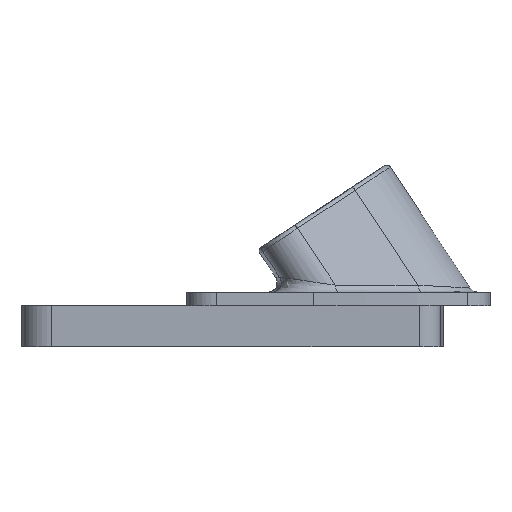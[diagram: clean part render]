
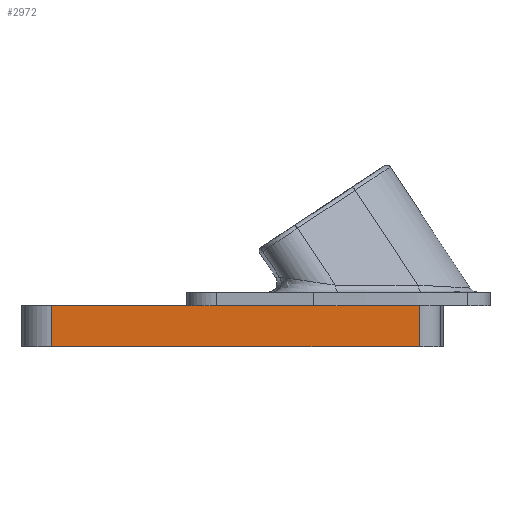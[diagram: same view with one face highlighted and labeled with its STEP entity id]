
A CAD part, left-side view. The second image highlights one B-rep face of the part: STEP entity #2972.
In plain terms, the highlighted planar face has unit normal (-1, 0, 0).
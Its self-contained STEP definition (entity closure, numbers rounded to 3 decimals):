
#1053 = PLANE('',#1054);
#1054 = AXIS2_PLACEMENT_3D('',#1055,#1056,#1057);
#1055 = CARTESIAN_POINT('',(0.,0.,-1.6));
#1056 = DIRECTION('',(0.,0.,1.));
#1057 = DIRECTION('',(1.,0.,0.));
#1516 = VERTEX_POINT('',#1517);
#1517 = CARTESIAN_POINT('',(-72.8,18.4,-1.6));
#1531 = PLANE('',#1532);
#1532 = AXIS2_PLACEMENT_3D('',#1533,#1534,#1535);
#1533 = CARTESIAN_POINT('',(0.,12.8,-1.6));
#1534 = DIRECTION('',(0.,0.,-1.));
#1535 = DIRECTION('',(-1.,0.,0.));
#2065 = EDGE_CURVE('',#1516,#2066,#2068,.T.);
#2066 = VERTEX_POINT('',#2067);
#2067 = CARTESIAN_POINT('',(-72.8,-9.8,-1.6));
#2068 = SURFACE_CURVE('',#2069,(#2073,#2080),.PCURVE_S1.);
#2069 = LINE('',#2070,#2071);
#2070 = CARTESIAN_POINT('',(-72.8,-4.9,-1.6));
#2071 = VECTOR('',#2072,1.);
#2072 = DIRECTION('',(0.,-1.,0.));
#2073 = PCURVE('',#1053,#2074);
#2074 = DEFINITIONAL_REPRESENTATION('',(#2075),#2079);
#2075 = LINE('',#2076,#2077);
#2076 = CARTESIAN_POINT('',(-72.8,-4.9));
#2077 = VECTOR('',#2078,1.);
#2078 = DIRECTION('',(0.,-1.));
#2079 = ( GEOMETRIC_REPRESENTATION_CONTEXT(2) 
PARAMETRIC_REPRESENTATION_CONTEXT() REPRESENTATION_CONTEXT('2D SPACE',''
  ) );
#2080 = PCURVE('',#2081,#2086);
#2081 = PLANE('',#2082);
#2082 = AXIS2_PLACEMENT_3D('',#2083,#2084,#2085);
#2083 = CARTESIAN_POINT('',(-72.8,-9.8,-1.6));
#2084 = DIRECTION('',(-1.,0.,0.));
#2085 = DIRECTION('',(0.,1.,0.));
#2086 = DEFINITIONAL_REPRESENTATION('',(#2087),#2091);
#2087 = LINE('',#2088,#2089);
#2088 = CARTESIAN_POINT('',(4.9,0.));
#2089 = VECTOR('',#2090,1.);
#2090 = DIRECTION('',(-1.,0.));
#2091 = ( GEOMETRIC_REPRESENTATION_CONTEXT(2) 
PARAMETRIC_REPRESENTATION_CONTEXT() REPRESENTATION_CONTEXT('2D SPACE',''
  ) );
#2110 = CYLINDRICAL_SURFACE('',#2111,2.6);
#2111 = AXIS2_PLACEMENT_3D('',#2112,#2113,#2114);
#2112 = CARTESIAN_POINT('',(-70.2,-9.8,-1.6));
#2113 = DIRECTION('',(0.,0.,-1.));
#2114 = DIRECTION('',(0.,-1.,0.));
#2636 = VERTEX_POINT('',#2637);
#2637 = CARTESIAN_POINT('',(-72.8,34.8,-1.6));
#2652 = CYLINDRICAL_SURFACE('',#2653,3.6);
#2653 = AXIS2_PLACEMENT_3D('',#2654,#2655,#2656);
#2654 = CARTESIAN_POINT('',(-69.2,34.8,-1.6));
#2655 = DIRECTION('',(0.,0.,-1.));
#2656 = DIRECTION('',(-1.,0.,0.));
#2664 = EDGE_CURVE('',#1516,#2636,#2665,.T.);
#2665 = SURFACE_CURVE('',#2666,(#2670,#2677),.PCURVE_S1.);
#2666 = LINE('',#2667,#2668);
#2667 = CARTESIAN_POINT('',(-72.8,-9.8,-1.6));
#2668 = VECTOR('',#2669,1.);
#2669 = DIRECTION('',(0.,1.,0.));
#2670 = PCURVE('',#1531,#2671);
#2671 = DEFINITIONAL_REPRESENTATION('',(#2672),#2676);
#2672 = LINE('',#2673,#2674);
#2673 = CARTESIAN_POINT('',(72.8,-22.6));
#2674 = VECTOR('',#2675,1.);
#2675 = DIRECTION('',(0.,1.));
#2676 = ( GEOMETRIC_REPRESENTATION_CONTEXT(2) 
PARAMETRIC_REPRESENTATION_CONTEXT() REPRESENTATION_CONTEXT('2D SPACE',''
  ) );
#2677 = PCURVE('',#2081,#2678);
#2678 = DEFINITIONAL_REPRESENTATION('',(#2679),#2683);
#2679 = LINE('',#2680,#2681);
#2680 = CARTESIAN_POINT('',(0.,0.));
#2681 = VECTOR('',#2682,1.);
#2682 = DIRECTION('',(1.,0.));
#2683 = ( GEOMETRIC_REPRESENTATION_CONTEXT(2) 
PARAMETRIC_REPRESENTATION_CONTEXT() REPRESENTATION_CONTEXT('2D SPACE',''
  ) );
#2972 = ADVANCED_FACE('',(#2973),#2081,.T.);
#2973 = FACE_BOUND('',#2974,.T.);
#2974 = EDGE_LOOP('',(#2975,#2976,#2977,#3000,#3028));
#2975 = ORIENTED_EDGE('',*,*,#2065,.F.);
#2976 = ORIENTED_EDGE('',*,*,#2664,.T.);
#2977 = ORIENTED_EDGE('',*,*,#2978,.T.);
#2978 = EDGE_CURVE('',#2636,#2979,#2981,.T.);
#2979 = VERTEX_POINT('',#2980);
#2980 = CARTESIAN_POINT('',(-72.8,34.8,-6.6));
#2981 = SURFACE_CURVE('',#2982,(#2986,#2993),.PCURVE_S1.);
#2982 = LINE('',#2983,#2984);
#2983 = CARTESIAN_POINT('',(-72.8,34.8,-1.6));
#2984 = VECTOR('',#2985,1.);
#2985 = DIRECTION('',(0.,0.,-1.));
#2986 = PCURVE('',#2081,#2987);
#2987 = DEFINITIONAL_REPRESENTATION('',(#2988),#2992);
#2988 = LINE('',#2989,#2990);
#2989 = CARTESIAN_POINT('',(44.6,0.));
#2990 = VECTOR('',#2991,1.);
#2991 = DIRECTION('',(0.,1.));
#2992 = ( GEOMETRIC_REPRESENTATION_CONTEXT(2) 
PARAMETRIC_REPRESENTATION_CONTEXT() REPRESENTATION_CONTEXT('2D SPACE',''
  ) );
#2993 = PCURVE('',#2652,#2994);
#2994 = DEFINITIONAL_REPRESENTATION('',(#2995),#2999);
#2995 = LINE('',#2996,#2997);
#2996 = CARTESIAN_POINT('',(0.,0.));
#2997 = VECTOR('',#2998,1.);
#2998 = DIRECTION('',(0.,1.));
#2999 = ( GEOMETRIC_REPRESENTATION_CONTEXT(2) 
PARAMETRIC_REPRESENTATION_CONTEXT() REPRESENTATION_CONTEXT('2D SPACE',''
  ) );
#3000 = ORIENTED_EDGE('',*,*,#3001,.F.);
#3001 = EDGE_CURVE('',#3002,#2979,#3004,.T.);
#3002 = VERTEX_POINT('',#3003);
#3003 = CARTESIAN_POINT('',(-72.8,-9.8,-6.6));
#3004 = SURFACE_CURVE('',#3005,(#3009,#3016),.PCURVE_S1.);
#3005 = LINE('',#3006,#3007);
#3006 = CARTESIAN_POINT('',(-72.8,-9.8,-6.6));
#3007 = VECTOR('',#3008,1.);
#3008 = DIRECTION('',(0.,1.,0.));
#3009 = PCURVE('',#2081,#3010);
#3010 = DEFINITIONAL_REPRESENTATION('',(#3011),#3015);
#3011 = LINE('',#3012,#3013);
#3012 = CARTESIAN_POINT('',(0.,5.));
#3013 = VECTOR('',#3014,1.);
#3014 = DIRECTION('',(1.,0.));
#3015 = ( GEOMETRIC_REPRESENTATION_CONTEXT(2) 
PARAMETRIC_REPRESENTATION_CONTEXT() REPRESENTATION_CONTEXT('2D SPACE',''
  ) );
#3016 = PCURVE('',#3017,#3022);
#3017 = PLANE('',#3018);
#3018 = AXIS2_PLACEMENT_3D('',#3019,#3020,#3021);
#3019 = CARTESIAN_POINT('',(0.,12.8,-6.6));
#3020 = DIRECTION('',(0.,0.,-1.));
#3021 = DIRECTION('',(-1.,0.,0.));
#3022 = DEFINITIONAL_REPRESENTATION('',(#3023),#3027);
#3023 = LINE('',#3024,#3025);
#3024 = CARTESIAN_POINT('',(72.8,-22.6));
#3025 = VECTOR('',#3026,1.);
#3026 = DIRECTION('',(0.,1.));
#3027 = ( GEOMETRIC_REPRESENTATION_CONTEXT(2) 
PARAMETRIC_REPRESENTATION_CONTEXT() REPRESENTATION_CONTEXT('2D SPACE',''
  ) );
#3028 = ORIENTED_EDGE('',*,*,#3029,.F.);
#3029 = EDGE_CURVE('',#2066,#3002,#3030,.T.);
#3030 = SURFACE_CURVE('',#3031,(#3035,#3042),.PCURVE_S1.);
#3031 = LINE('',#3032,#3033);
#3032 = CARTESIAN_POINT('',(-72.8,-9.8,-1.6));
#3033 = VECTOR('',#3034,1.);
#3034 = DIRECTION('',(0.,0.,-1.));
#3035 = PCURVE('',#2081,#3036);
#3036 = DEFINITIONAL_REPRESENTATION('',(#3037),#3041);
#3037 = LINE('',#3038,#3039);
#3038 = CARTESIAN_POINT('',(0.,0.));
#3039 = VECTOR('',#3040,1.);
#3040 = DIRECTION('',(0.,1.));
#3041 = ( GEOMETRIC_REPRESENTATION_CONTEXT(2) 
PARAMETRIC_REPRESENTATION_CONTEXT() REPRESENTATION_CONTEXT('2D SPACE',''
  ) );
#3042 = PCURVE('',#2110,#3043);
#3043 = DEFINITIONAL_REPRESENTATION('',(#3044),#3048);
#3044 = LINE('',#3045,#3046);
#3045 = CARTESIAN_POINT('',(1.571,0.));
#3046 = VECTOR('',#3047,1.);
#3047 = DIRECTION('',(0.,1.));
#3048 = ( GEOMETRIC_REPRESENTATION_CONTEXT(2) 
PARAMETRIC_REPRESENTATION_CONTEXT() REPRESENTATION_CONTEXT('2D SPACE',''
  ) );
